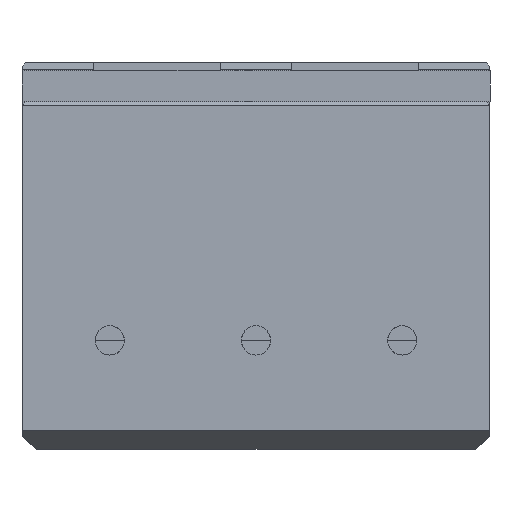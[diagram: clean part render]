
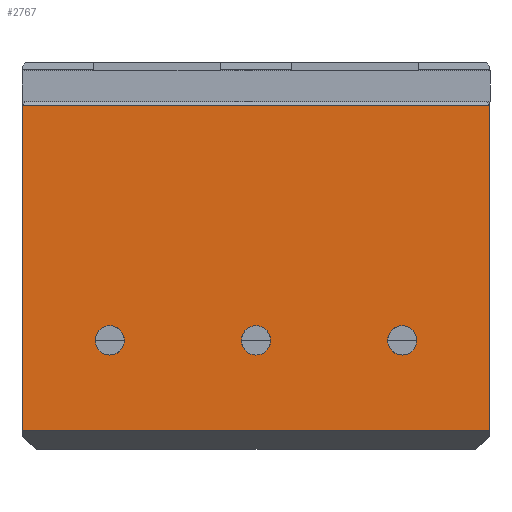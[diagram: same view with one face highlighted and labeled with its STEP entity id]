
A CAD part, front view. The second image highlights one B-rep face of the part: STEP entity #2767.
In plain terms, the highlighted planar face has unit normal (0, -1, 0).
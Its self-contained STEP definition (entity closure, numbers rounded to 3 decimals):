
#126 = VERTEX_POINT ( 'NONE', #4229 ) ;
#131 = EDGE_CURVE ( 'NONE', #557, #3096, #5041, .T. ) ;
#253 = VERTEX_POINT ( 'NONE', #708 ) ;
#320 = EDGE_CURVE ( 'NONE', #1415, #4575, #3345, .T. ) ;
#394 = DIRECTION ( 'NONE',  ( 0., 0., -1. ) ) ;
#488 = EDGE_LOOP ( 'NONE', ( #3273, #4816 ) ) ;
#557 = VERTEX_POINT ( 'NONE', #996 ) ;
#626 = VERTEX_POINT ( 'NONE', #1032 ) ;
#706 = DIRECTION ( 'NONE',  ( 0., -1., 0. ) ) ;
#708 = CARTESIAN_POINT ( 'NONE',  ( 48., -66.559, -15.521 ) ) ;
#823 = DIRECTION ( 'NONE',  ( 0., -1., 0. ) ) ;
#852 = DIRECTION ( 'NONE',  ( 0., -1., 0. ) ) ;
#957 = CIRCLE ( 'NONE', #2181, 3. ) ;
#959 = ORIENTED_EDGE ( 'NONE', *, *, #4139, .F. ) ;
#996 = CARTESIAN_POINT ( 'NONE',  ( 48., -66.559, 51.2 ) ) ;
#1032 = CARTESIAN_POINT ( 'NONE',  ( -48., -66.559, -15.521 ) ) ;
#1047 = ORIENTED_EDGE ( 'NONE', *, *, #4228, .F. ) ;
#1158 = CARTESIAN_POINT ( 'NONE',  ( 48., -66.559, 60. ) ) ;
#1269 = CIRCLE ( 'NONE', #1292, 3. ) ;
#1292 = AXIS2_PLACEMENT_3D ( 'NONE', #2599, #3829, #1449 ) ;
#1311 = ORIENTED_EDGE ( 'NONE', *, *, #3157, .T. ) ;
#1354 = LINE ( 'NONE', #5002, #3194 ) ;
#1406 = LINE ( 'NONE', #3086, #3704 ) ;
#1411 = CARTESIAN_POINT ( 'NONE',  ( -48., -66.559, 51.2 ) ) ;
#1415 = VERTEX_POINT ( 'NONE', #4157 ) ;
#1417 = AXIS2_PLACEMENT_3D ( 'NONE', #3220, #852, #4376 ) ;
#1424 = CARTESIAN_POINT ( 'NONE',  ( 0., -66.559, 0. ) ) ;
#1449 = DIRECTION ( 'NONE',  ( 0., 0., -1. ) ) ;
#1633 = CARTESIAN_POINT ( 'NONE',  ( -30., -66.559, 0. ) ) ;
#1763 = ORIENTED_EDGE ( 'NONE', *, *, #2136, .T. ) ;
#1817 = FACE_BOUND ( 'NONE', #2539, .T. ) ;
#1821 = CIRCLE ( 'NONE', #2857, 3. ) ;
#1923 = AXIS2_PLACEMENT_3D ( 'NONE', #3528, #4687, #5085 ) ;
#1925 = DIRECTION ( 'NONE',  ( 0., 0., -1. ) ) ;
#2054 = VERTEX_POINT ( 'NONE', #5139 ) ;
#2136 = EDGE_CURVE ( 'NONE', #3096, #626, #1406, .T. ) ;
#2156 = DIRECTION ( 'NONE',  ( -1., 0., 0. ) ) ;
#2179 = EDGE_CURVE ( 'NONE', #2054, #2508, #1821, .T. ) ;
#2181 = AXIS2_PLACEMENT_3D ( 'NONE', #3995, #823, #2347 ) ;
#2199 = DIRECTION ( 'NONE',  ( 1., 0., 0. ) ) ;
#2217 = CARTESIAN_POINT ( 'NONE',  ( -48., -66.559, 51.2 ) ) ;
#2294 = ORIENTED_EDGE ( 'NONE', *, *, #131, .T. ) ;
#2331 = PLANE ( 'NONE',  #1923 ) ;
#2347 = DIRECTION ( 'NONE',  ( 0., 0., -1. ) ) ;
#2474 = EDGE_LOOP ( 'NONE', ( #959, #3793 ) ) ;
#2508 = VERTEX_POINT ( 'NONE', #3386 ) ;
#2539 = EDGE_LOOP ( 'NONE', ( #4385, #4852 ) ) ;
#2599 = CARTESIAN_POINT ( 'NONE',  ( -30., -66.559, 3. ) ) ;
#2700 = CARTESIAN_POINT ( 'NONE',  ( 30., -66.559, 3. ) ) ;
#2740 = DIRECTION ( 'NONE',  ( 0., -1., 0. ) ) ;
#2767 = ADVANCED_FACE ( 'NONE', ( #5011, #2876, #1817, #3825 ), #2331, .F. ) ;
#2782 = EDGE_CURVE ( 'NONE', #2508, #2054, #957, .T. ) ;
#2794 = CIRCLE ( 'NONE', #1417, 3. ) ;
#2857 = AXIS2_PLACEMENT_3D ( 'NONE', #2700, #706, #4690 ) ;
#2876 = FACE_BOUND ( 'NONE', #488, .T. ) ;
#3086 = CARTESIAN_POINT ( 'NONE',  ( -48., -66.559, 60. ) ) ;
#3095 = CARTESIAN_POINT ( 'NONE',  ( 0., -66.559, 3. ) ) ;
#3096 = VERTEX_POINT ( 'NONE', #2217 ) ;
#3157 = EDGE_CURVE ( 'NONE', #626, #253, #1354, .T. ) ;
#3194 = VECTOR ( 'NONE', #2199, 1000. ) ;
#3220 = CARTESIAN_POINT ( 'NONE',  ( -30., -66.559, 3. ) ) ;
#3273 = ORIENTED_EDGE ( 'NONE', *, *, #3278, .F. ) ;
#3278 = EDGE_CURVE ( 'NONE', #4575, #1415, #4342, .T. ) ;
#3345 = CIRCLE ( 'NONE', #5103, 3. ) ;
#3386 = CARTESIAN_POINT ( 'NONE',  ( 30., -66.559, 6. ) ) ;
#3505 = DIRECTION ( 'NONE',  ( 0., -1., 0. ) ) ;
#3528 = CARTESIAN_POINT ( 'NONE',  ( -48., -66.559, 60. ) ) ;
#3576 = DIRECTION ( 'NONE',  ( 0., 0., -1. ) ) ;
#3704 = VECTOR ( 'NONE', #1925, 1000. ) ;
#3727 = VECTOR ( 'NONE', #2156, 1000. ) ;
#3793 = ORIENTED_EDGE ( 'NONE', *, *, #4981, .F. ) ;
#3825 = FACE_OUTER_BOUND ( 'NONE', #4795, .T. ) ;
#3829 = DIRECTION ( 'NONE',  ( 0., -1., 0. ) ) ;
#3881 = VECTOR ( 'NONE', #3899, 1000. ) ;
#3899 = DIRECTION ( 'NONE',  ( 0., 0., -1. ) ) ;
#3995 = CARTESIAN_POINT ( 'NONE',  ( 30., -66.559, 3. ) ) ;
#4139 = EDGE_CURVE ( 'NONE', #5078, #126, #1269, .T. ) ;
#4157 = CARTESIAN_POINT ( 'NONE',  ( 0., -66.559, 6. ) ) ;
#4228 = EDGE_CURVE ( 'NONE', #557, #253, #4455, .T. ) ;
#4229 = CARTESIAN_POINT ( 'NONE',  ( -30., -66.559, 6. ) ) ;
#4342 = CIRCLE ( 'NONE', #4890, 3. ) ;
#4346 = CARTESIAN_POINT ( 'NONE',  ( 0., -66.559, 3. ) ) ;
#4376 = DIRECTION ( 'NONE',  ( 0., 0., -1. ) ) ;
#4385 = ORIENTED_EDGE ( 'NONE', *, *, #2179, .F. ) ;
#4455 = LINE ( 'NONE', #1158, #3881 ) ;
#4575 = VERTEX_POINT ( 'NONE', #1424 ) ;
#4687 = DIRECTION ( 'NONE',  ( 0., 1., 0. ) ) ;
#4690 = DIRECTION ( 'NONE',  ( 0., 0., -1. ) ) ;
#4795 = EDGE_LOOP ( 'NONE', ( #1763, #1311, #1047, #2294 ) ) ;
#4816 = ORIENTED_EDGE ( 'NONE', *, *, #320, .F. ) ;
#4852 = ORIENTED_EDGE ( 'NONE', *, *, #2782, .F. ) ;
#4890 = AXIS2_PLACEMENT_3D ( 'NONE', #3095, #3505, #394 ) ;
#4981 = EDGE_CURVE ( 'NONE', #126, #5078, #2794, .T. ) ;
#5002 = CARTESIAN_POINT ( 'NONE',  ( -48., -66.559, -15.521 ) ) ;
#5011 = FACE_BOUND ( 'NONE', #2474, .T. ) ;
#5041 = LINE ( 'NONE', #1411, #3727 ) ;
#5078 = VERTEX_POINT ( 'NONE', #1633 ) ;
#5085 = DIRECTION ( 'NONE',  ( -1., 0., 0. ) ) ;
#5103 = AXIS2_PLACEMENT_3D ( 'NONE', #4346, #2740, #3576 ) ;
#5139 = CARTESIAN_POINT ( 'NONE',  ( 30., -66.559, 0. ) ) ;
